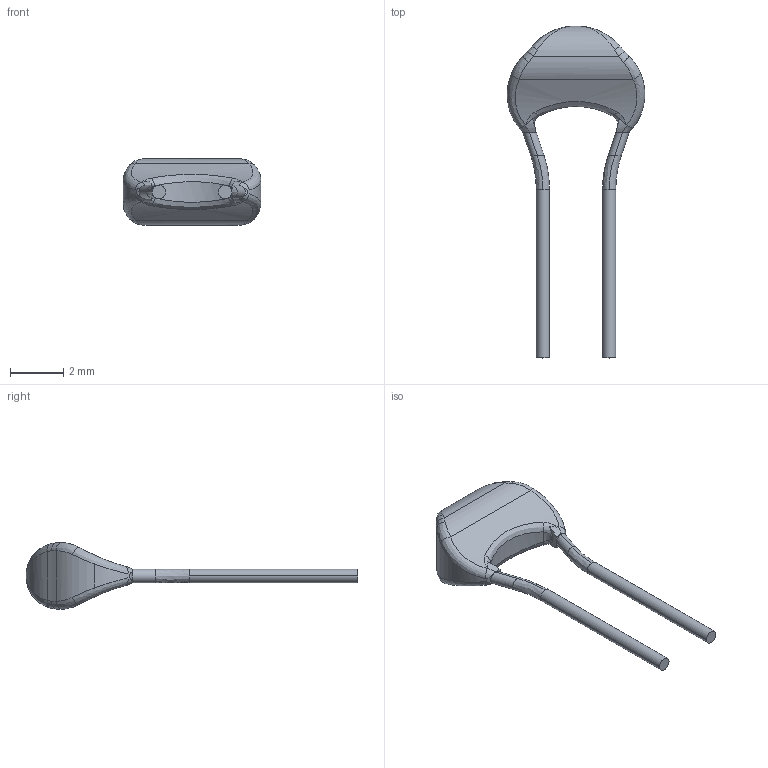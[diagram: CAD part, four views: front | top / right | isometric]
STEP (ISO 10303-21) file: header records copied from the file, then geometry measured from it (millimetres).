
FILE_DESCRIPTION (( 'STEP AP214' ), '1' );
FILE_NAME ('FG18C0G1H222JNT06.STEP', '2022-09-06T09:07:38', ( '' ), ( '' ), 'SwSTEP 2.0', 'SolidWorks 2021', '' );
FILE_SCHEMA (( 'AUTOMOTIVE_DESIGN' ));
Length unit declared in the file: millimetre
Products named in the file (1): FG18C0G1H222JNT06
Bounding box: 5.18 x 12.5 x 2.51 mm (x, y, z)
Volume: 29.6 mm3; surface area: 79.5 mm2
Topology: 3 solids, 3 shells, 74 faces, 175 edges, 103 vertices
Faces by surface type: bspline 38, cylinder 28, plane 8
Entity records: 3687 total; most frequent: CARTESIAN_POINT 1481, ORIENTED_EDGE 342, DIRECTION 195, EDGE_CURVE 171, VERTEX_POINT 103, B_SPLINE_CURVE_WITH_KNOTS 90, AXIS2_PLACEMENT_3D 81, UNCERTAINTY_MEASURE_WITH_UNIT 77
